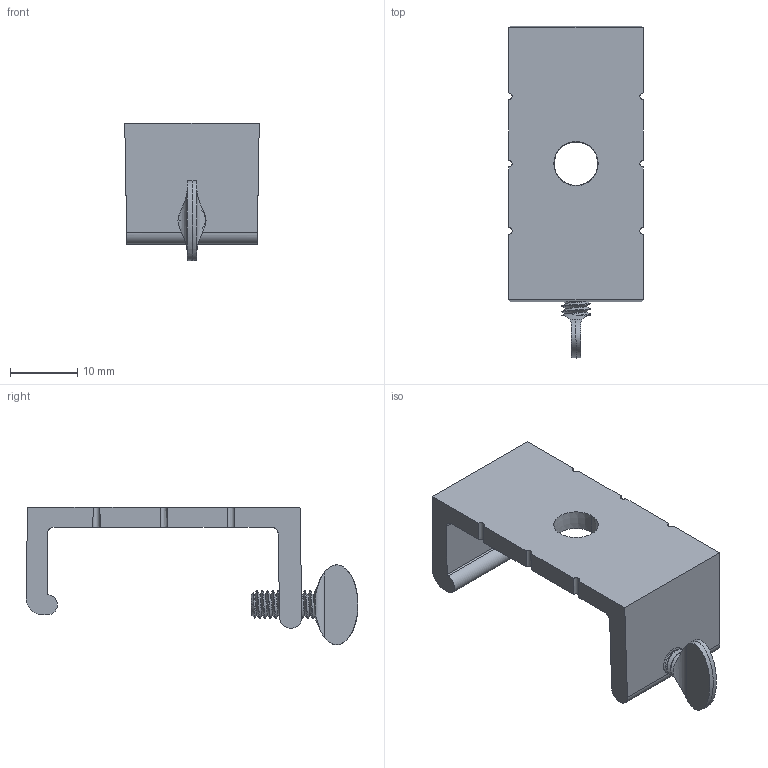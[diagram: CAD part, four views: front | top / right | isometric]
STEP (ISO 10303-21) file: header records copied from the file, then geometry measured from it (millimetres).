
FILE_DESCRIPTION((''),'2;1');
FILE_NAME('185672_ASM','2015-03-04T',('PDMAdmin'),(''),'PRO/ENGINEER BY PARAMETRIC TECHNOLOGY CORPORATION, 2013230','PRO/ENGINEER BY PARAMETRIC TECHNOLOGY CORPORATION, 2013230','');
FILE_SCHEMA(('CONFIG_CONTROL_DESIGN'));
Products named in the file (3): 184582; 185243; 185672_ASM
Assembly tree (2 placements, depth 2):
  185672_ASM
    184582
    185243
Bounding box: 20 x 49.36 x 20.45 mm (x, y, z)
Volume: 4083 mm3; surface area: 3651.7 mm2
Topology: 1 solids, 3 shells, 71 faces, 220 edges, 148 vertices
Faces by surface type: cylinder 36, plane 18, cone 12, bspline 3, revolution 2
Entity records: 9612 total; most frequent: CARTESIAN_POINT 7784, ORIENTED_EDGE 413, DIRECTION 274, EDGE_CURVE 218, VERTEX_POINT 148, B_SPLINE_CURVE_WITH_KNOTS 120, AXIS2_PLACEMENT_3D 99, EDGE_LOOP 75
